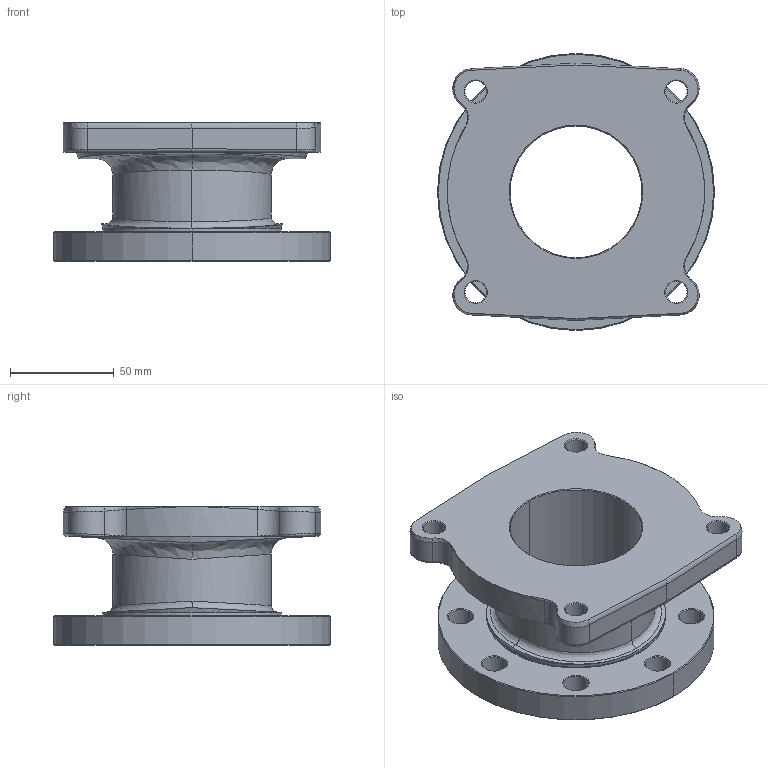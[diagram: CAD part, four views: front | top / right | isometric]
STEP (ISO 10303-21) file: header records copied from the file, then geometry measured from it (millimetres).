
FILE_DESCRIPTION((''),'2;1');
FILE_NAME('C30815_SW0001','2013-01-29T',('jhabe'),(''),'PRO/ENGINEER BY PARAMETRIC TECHNOLOGY CORPORATION, 2011310','PRO/ENGINEER BY PARAMETRIC TECHNOLOGY CORPORATION, 2011310','');
FILE_SCHEMA(('CONFIG_CONTROL_DESIGN'));
Length unit declared in the file: inch
Products named in the file (1): C30815_SW0001
Bounding box: 133.35 x 133.35 x 66.67 mm (x, y, z)
Surface area: 79272 mm2 (no closed solid volume)
Topology: 0 solids, 1 shells, 166 faces, 388 edges, 224 vertices
Faces by surface type: cone 62, cylinder 54, bspline 28, plane 16, torus 6
Entity records: 6779 total; most frequent: CARTESIAN_POINT 3093, ORIENTED_EDGE 760, DIRECTION 746, EDGE_CURVE 388, AXIS2_PLACEMENT_3D 310, VERTEX_POINT 224, EDGE_LOOP 196, CIRCLE 172
